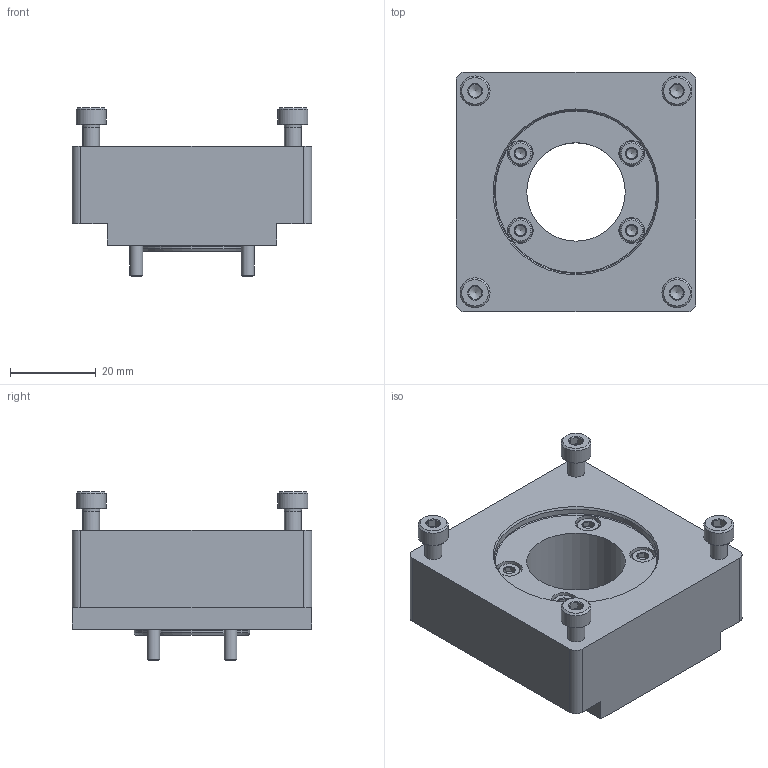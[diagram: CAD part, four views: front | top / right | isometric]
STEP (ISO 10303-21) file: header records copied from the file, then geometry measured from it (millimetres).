
FILE_DESCRIPTION(/* description */ ('STEP AP214'),/* implementation_level */ '2;1');
FILE_NAME(/* name */ '560690_EAMF-A-L27-57A',/* time_stamp */ '2024-08-26T21:23:42+02:00',/* author */ ('License CC BY-ND 4.0'),/* organization */ ('CADENAS'),/* preprocessor_version */ 'ST-DEVELOPER v19.3',/* originating_system */ 'PARTsolutions',/* authorisation */ ' ');
FILE_SCHEMA (('AUTOMOTIVE_DESIGN {1 0 10303 214 3 1 1}'));
Length unit declared in the file: millimetre
Products named in the file (4): 560690 EAMF-A-L27-57A---(0); 560690 EAMF-A-L27-57A(1A10); DIN-912 - M3x25(F); DIN-912 - M4x12(F)
Assembly tree (9 placements, depth 2):
  560690 EAMF-A-L27-57A---(0)
    560690 EAMF-A-L27-57A(1A10)
    DIN-912 - M3x25(F)  x4
    DIN-912 - M4x12(F)  x4
Bounding box: 56 x 56 x 39.4 mm (x, y, z)
Volume: 57502.9 mm3; surface area: 16473.8 mm2
Topology: 9 solids, 9 shells, 271 faces, 526 edges, 287 vertices
Faces by surface type: plane 136, cone 98, cylinder 35, torus 2
Full cylindrical faces by diameter (mm): 3 x4, 3.242 x4, 3.4 x4, 4 x4, 5.5 x4, 6 x4, 7 x4, 23 x1, 27 x1, 38.15 x1
Entity records: 2603 total; most frequent: DIRECTION 462, CARTESIAN_POINT 443, ORIENTED_EDGE 324, AXIS2_PLACEMENT_3D 199, FACE_BOUND 168, EDGE_CURVE 162, EDGE_LOOP 162, VERTEX_POINT 120
